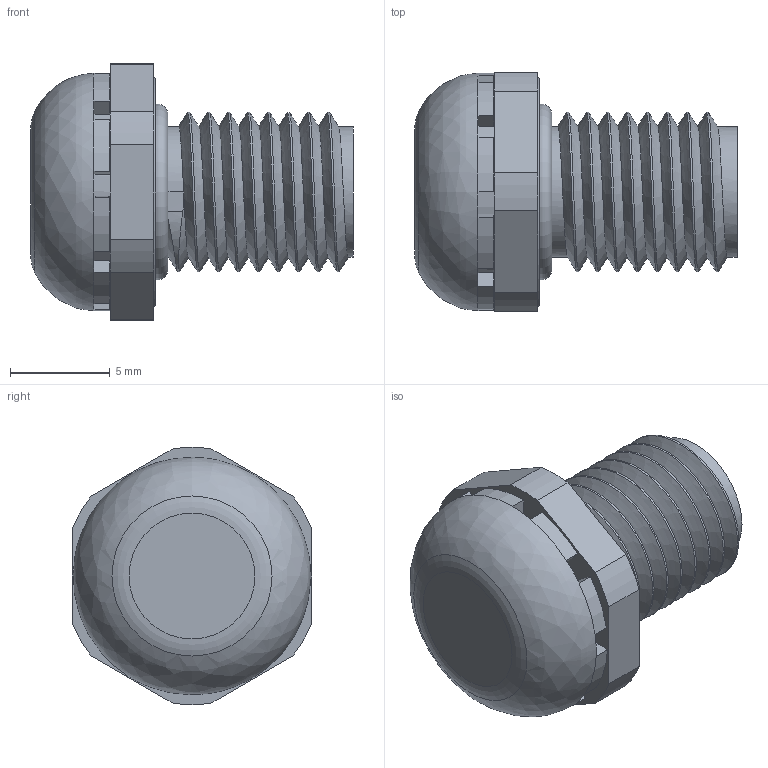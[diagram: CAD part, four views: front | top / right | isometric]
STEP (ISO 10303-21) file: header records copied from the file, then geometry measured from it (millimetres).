
FILE_DESCRIPTION(/* description */ ('DAE M8x1,0'),/* implementation_level */ '2;1');
FILE_NAME(/* name */ '13087508G2-RST.stp',/* time_stamp */ '2020-04-14T14:53:36+02:00',/* author */ ('sl'),/* organization */ (''),/* preprocessor_version */ 'ST-DEVELOPER v16.5',/* originating_system */ 'Autodesk Inventor 2017',/* authorisation */ '');
FILE_SCHEMA (('AUTOMOTIVE_DESIGN { 1 0 10303 214 3 1 1 }'));
Length unit declared in the file: millimetre
Products named in the file (5): DAE-01-BG-0001-13087508G2; 1x087508G2; 1x087508G2_1; 1x087508G2_2; 1x087508G2_3
Assembly tree (4 placements, depth 2):
  DAE-01-BG-0001-13087508G2
    1x087508G2
    1x087508G2_1
    1x087508G2_2
    1x087508G2_3
Bounding box: 16.16 x 12 x 12.88 mm (x, y, z)
Volume: 791.2 mm3; surface area: 1650.2 mm2
Topology: 4 solids, 4 shells, 217 faces, 540 edges, 334 vertices
Faces by surface type: plane 107, cylinder 71, torus 16, sphere 12, cone 7, bspline 4
Full cylindrical faces by diameter (mm): 0.25 x8, 3.36 x1, 3.9 x1, 5.7 x1, 6.56 x2, 7.65 x2, 9 x1, 10.2 x1
Entity records: 7551 total; most frequent: CARTESIAN_POINT 2175, DIRECTION 1186, ORIENTED_EDGE 1030, EDGE_CURVE 515, AXIS2_PLACEMENT_3D 476, VERTEX_POINT 330, EDGE_LOOP 259, CIRCLE 254
